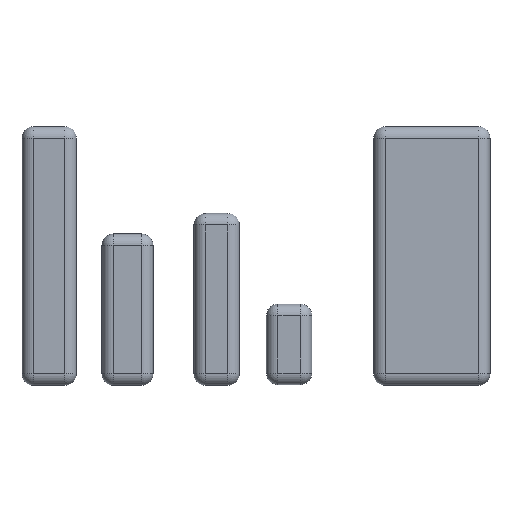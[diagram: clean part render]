
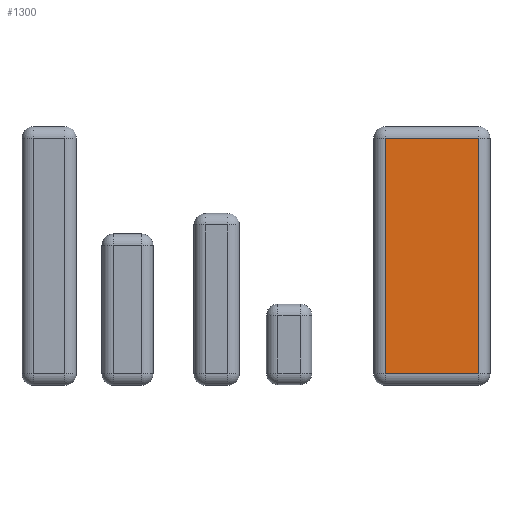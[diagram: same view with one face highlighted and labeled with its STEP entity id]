
A CAD part, top view. The second image highlights one B-rep face of the part: STEP entity #1300.
In plain terms, the highlighted planar face has unit normal (0, 0, 1).
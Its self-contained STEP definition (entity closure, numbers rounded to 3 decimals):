
#50=PLANE('',#1488);
#137=LINE('',#2257,#237);
#143=LINE('',#2286,#243);
#145=LINE('',#2289,#245);
#147=LINE('',#2292,#247);
#237=VECTOR('',#1875,10.);
#243=VECTOR('',#1907,10.);
#245=VECTOR('',#1911,10.);
#247=VECTOR('',#1915,10.);
#380=FACE_OUTER_BOUND('',#470,.T.);
#470=EDGE_LOOP('',(#1181,#1182,#1183,#1184));
#634=VERTEX_POINT('',#2232);
#639=VERTEX_POINT('',#2245);
#644=VERTEX_POINT('',#2261);
#649=VERTEX_POINT('',#2274);
#809=EDGE_CURVE('',#634,#639,#137,.T.);
#823=EDGE_CURVE('',#639,#649,#143,.T.);
#825=EDGE_CURVE('',#649,#644,#145,.T.);
#827=EDGE_CURVE('',#644,#634,#147,.T.);
#1181=ORIENTED_EDGE('',*,*,#809,.F.);
#1182=ORIENTED_EDGE('',*,*,#827,.F.);
#1183=ORIENTED_EDGE('',*,*,#825,.F.);
#1184=ORIENTED_EDGE('',*,*,#823,.F.);
#1300=ADVANCED_FACE('',(#380),#50,.T.);
#1488=AXIS2_PLACEMENT_3D('',#2301,#1927,#1928);
#1875=DIRECTION('',(-1.,0.,0.));
#1907=DIRECTION('',(0.,1.,0.));
#1911=DIRECTION('',(1.,0.,0.));
#1915=DIRECTION('',(0.,-1.,0.));
#1927=DIRECTION('center_axis',(0.,0.,1.));
#1928=DIRECTION('ref_axis',(1.,0.,0.));
#2232=CARTESIAN_POINT('',(164.,18.,42.7));
#2245=CARTESIAN_POINT('',(18.,18.,42.7));
#2257=CARTESIAN_POINT('',(45.5,18.,42.7));
#2261=CARTESIAN_POINT('',(164.,387.,42.7));
#2274=CARTESIAN_POINT('',(18.,387.,42.7));
#2286=CARTESIAN_POINT('',(18.,303.75,42.7));
#2289=CARTESIAN_POINT('',(136.5,387.,42.7));
#2292=CARTESIAN_POINT('',(164.,101.25,42.7));
#2301=CARTESIAN_POINT('Origin',(91.,202.5,42.7));
